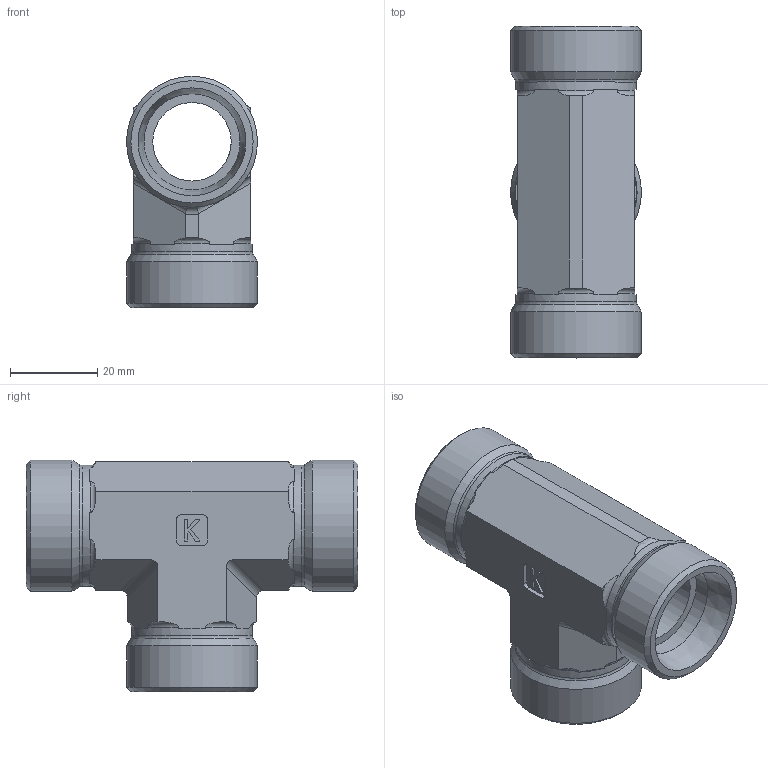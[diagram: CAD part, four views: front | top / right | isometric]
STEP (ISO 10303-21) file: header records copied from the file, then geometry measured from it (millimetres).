
FILE_DESCRIPTION((''),'2;1');
FILE_NAME('371203030.stp','2014-08-13T15:40:51',(''),('KNOMI spol. s r. o.'),'Autodesk Inventor 2012','Autodesk Inventor 2012','');
FILE_SCHEMA(('AUTOMOTIVE_DESIGN { 1 2 10303 214 0 1 1 1 }'));
Length unit declared in the file: millimetre
Products named in the file (1): TS2 Js20 3xM30
Bounding box: 30 x 76 x 53 mm (x, y, z)
Volume: 34529 mm3; surface area: 16216.5 mm2
Topology: 1 solids, 1 shells, 134 faces, 376 edges, 248 vertices
Faces by surface type: plane 71, cylinder 33, torus 21, cone 9
Full cylindrical faces by diameter (mm): 18 x2, 22 x3, 27.7 x3, 30 x3
Entity records: 4418 total; most frequent: CARTESIAN_POINT 1071, DIRECTION 682, ORIENTED_EDGE 682, EDGE_CURVE 341, AXIS2_PLACEMENT_3D 248, VERTEX_POINT 237, VECTOR 186, LINE 186
